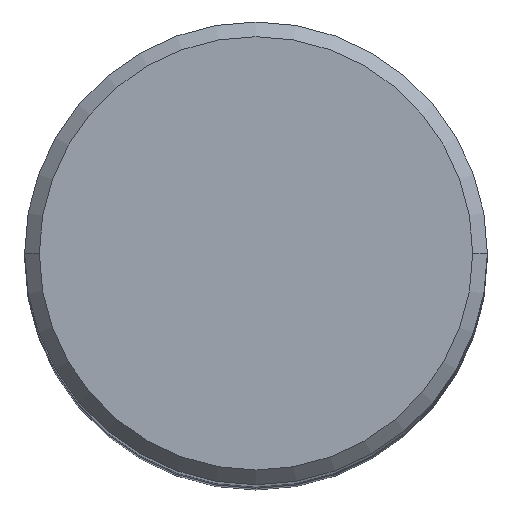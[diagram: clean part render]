
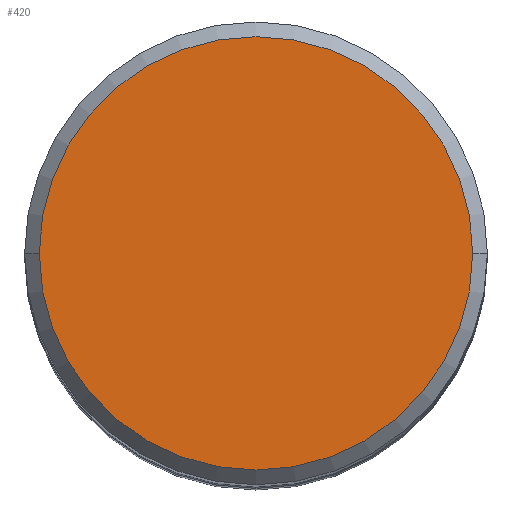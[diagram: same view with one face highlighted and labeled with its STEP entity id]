
A CAD part, top view. The second image highlights one B-rep face of the part: STEP entity #420.
In plain terms, the highlighted planar face has unit normal (0, 0, 1).
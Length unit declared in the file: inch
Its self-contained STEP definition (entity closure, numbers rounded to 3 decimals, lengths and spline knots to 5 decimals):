
#56 = ORIENTED_EDGE ( 'NONE', *, *, #228, .T. ) ;
#65 = DIRECTION ( 'NONE',  ( 1., 0., 0. ) ) ;
#87 = DIRECTION ( 'NONE',  ( -1., 0., 0. ) ) ;
#159 = CARTESIAN_POINT ( 'NONE',  ( 0., 0., 0. ) ) ;
#163 = AXIS2_PLACEMENT_3D ( 'NONE', #496, #249, #65 ) ;
#172 = CARTESIAN_POINT ( 'NONE',  ( 0., 0.29495, 0. ) ) ;
#183 = AXIS2_PLACEMENT_3D ( 'NONE', #172, #349, #87 ) ;
#214 = PLANE ( 'NONE',  #183 ) ;
#228 = EDGE_CURVE ( 'NONE', #319, #241, #334, .T. ) ;
#241 = VERTEX_POINT ( 'NONE', #258 ) ;
#249 = DIRECTION ( 'NONE',  ( 0., 0., 1. ) ) ;
#258 = CARTESIAN_POINT ( 'NONE',  ( 0.29495, 0., 0. ) ) ;
#291 = ORIENTED_EDGE ( 'NONE', *, *, #531, .T. ) ;
#319 = VERTEX_POINT ( 'NONE', #422 ) ;
#334 = CIRCLE ( 'NONE', #560, 0.29495 ) ;
#343 = DIRECTION ( 'NONE',  ( 1., 0., 0. ) ) ;
#349 = DIRECTION ( 'NONE',  ( 0., 0., -1. ) ) ;
#360 = EDGE_LOOP ( 'NONE', ( #56, #291 ) ) ;
#386 = CIRCLE ( 'NONE', #163, 0.29495 ) ;
#420 = ADVANCED_FACE ( 'NONE', ( #421 ), #214, .F. ) ;
#421 = FACE_OUTER_BOUND ( 'NONE', #360, .T. ) ;
#422 = CARTESIAN_POINT ( 'NONE',  ( -0.29495, 0., 0. ) ) ;
#496 = CARTESIAN_POINT ( 'NONE',  ( 0., 0., 0. ) ) ;
#502 = DIRECTION ( 'NONE',  ( 0., 0., 1. ) ) ;
#531 = EDGE_CURVE ( 'NONE', #241, #319, #386, .T. ) ;
#560 = AXIS2_PLACEMENT_3D ( 'NONE', #159, #502, #343 ) ;
